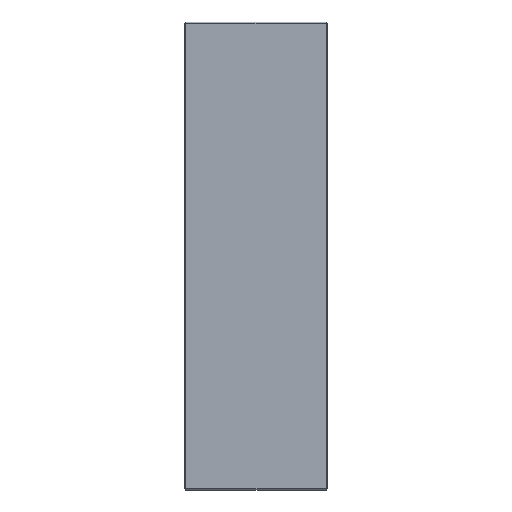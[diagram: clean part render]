
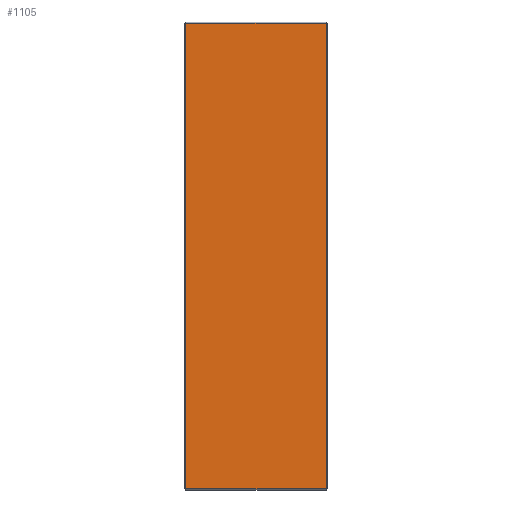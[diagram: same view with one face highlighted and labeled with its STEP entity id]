
A CAD part, front view. The second image highlights one B-rep face of the part: STEP entity #1105.
In plain terms, the highlighted planar face has unit normal (0, -1, 0).
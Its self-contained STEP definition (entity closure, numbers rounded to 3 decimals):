
#8 = LINE ( 'NONE', #468, #1923 ) ;
#410 = DIRECTION ( 'NONE',  ( 0., 1., 0. ) ) ;
#445 = AXIS2_PLACEMENT_3D ( 'NONE', #3528, #410, #2411 ) ;
#468 = CARTESIAN_POINT ( 'NONE',  ( 119.8, -1.2, 397. ) ) ;
#484 = CARTESIAN_POINT ( 'NONE',  ( 119.8, -1.2, 396.8 ) ) ;
#490 = EDGE_LOOP ( 'NONE', ( #2317, #810, #691, #2792 ) ) ;
#676 = VERTEX_POINT ( 'NONE', #1710 ) ;
#691 = ORIENTED_EDGE ( 'NONE', *, *, #1491, .T. ) ;
#810 = ORIENTED_EDGE ( 'NONE', *, *, #3435, .F. ) ;
#912 = DIRECTION ( 'NONE',  ( 0., 0., 1. ) ) ;
#1105 = ADVANCED_FACE ( 'NONE', ( #1420 ), #3256, .F. ) ;
#1212 = VECTOR ( 'NONE', #1668, 1000. ) ;
#1420 = FACE_OUTER_BOUND ( 'NONE', #490, .T. ) ;
#1460 = VECTOR ( 'NONE', #2250, 1000. ) ;
#1491 = EDGE_CURVE ( 'NONE', #2766, #3062, #2572, .T. ) ;
#1601 = CARTESIAN_POINT ( 'NONE',  ( -119.8, -1.2, -396.8 ) ) ;
#1668 = DIRECTION ( 'NONE',  ( 1., 0., 0. ) ) ;
#1710 = CARTESIAN_POINT ( 'NONE',  ( 119.8, -1.2, -396.8 ) ) ;
#1923 = VECTOR ( 'NONE', #2146, 1000. ) ;
#2069 = CARTESIAN_POINT ( 'NONE',  ( -119.8, -1.2, 396.8 ) ) ;
#2123 = VERTEX_POINT ( 'NONE', #1601 ) ;
#2146 = DIRECTION ( 'NONE',  ( 0., 0., -1. ) ) ;
#2243 = LINE ( 'NONE', #2332, #3552 ) ;
#2250 = DIRECTION ( 'NONE',  ( -1., 0., 0. ) ) ;
#2317 = ORIENTED_EDGE ( 'NONE', *, *, #2747, .T. ) ;
#2332 = CARTESIAN_POINT ( 'NONE',  ( -119.8, -1.2, -397. ) ) ;
#2411 = DIRECTION ( 'NONE',  ( 0., 0., 1. ) ) ;
#2413 = LINE ( 'NONE', #2469, #1212 ) ;
#2469 = CARTESIAN_POINT ( 'NONE',  ( -119.8, -1.2, -396.8 ) ) ;
#2572 = LINE ( 'NONE', #2820, #1460 ) ;
#2747 = EDGE_CURVE ( 'NONE', #2123, #676, #2413, .T. ) ;
#2766 = VERTEX_POINT ( 'NONE', #484 ) ;
#2792 = ORIENTED_EDGE ( 'NONE', *, *, #3102, .F. ) ;
#2820 = CARTESIAN_POINT ( 'NONE',  ( 119.8, -1.2, 396.8 ) ) ;
#3062 = VERTEX_POINT ( 'NONE', #2069 ) ;
#3102 = EDGE_CURVE ( 'NONE', #2123, #3062, #2243, .T. ) ;
#3256 = PLANE ( 'NONE',  #445 ) ;
#3435 = EDGE_CURVE ( 'NONE', #2766, #676, #8, .T. ) ;
#3528 = CARTESIAN_POINT ( 'NONE',  ( 0., -1.2, 0. ) ) ;
#3552 = VECTOR ( 'NONE', #912, 1000. ) ;
